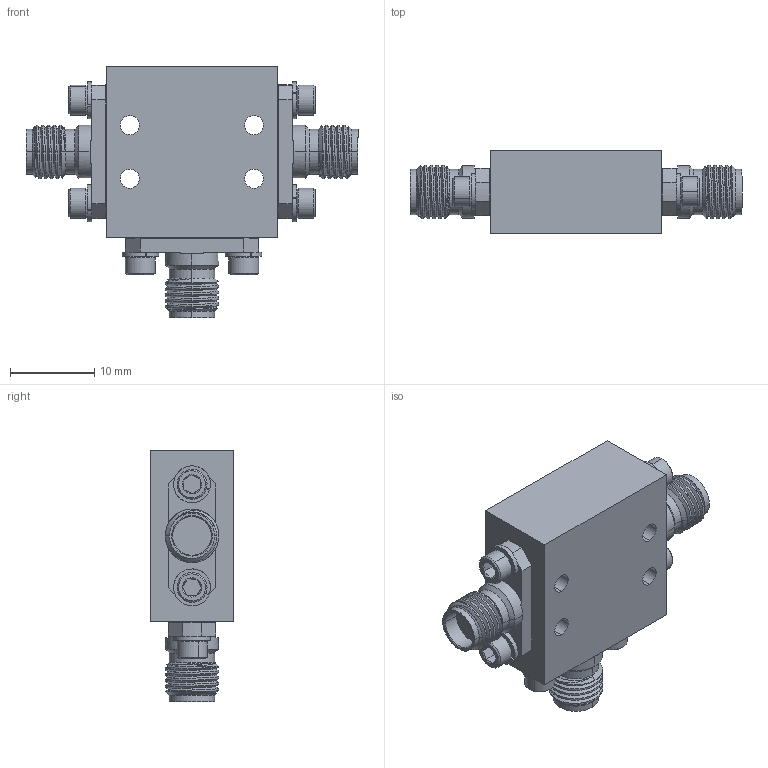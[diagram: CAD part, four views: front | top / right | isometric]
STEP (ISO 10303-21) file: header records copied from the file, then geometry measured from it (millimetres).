
FILE_DESCRIPTION (( 'STEP AP203' ), '1' );
FILE_NAME ('KA-ACM.STEP', '2025-06-17T19:20:27', ( '' ), ( '' ), 'SwSTEP 2.0', 'SolidWorks 2021', '' );
FILE_SCHEMA (( 'CONFIG_CONTROL_DESIGN' ));
Products named in the file (1): KA-ACM
Bounding box: 39.36 x 9.91 x 29.84 mm (x, y, z)
Volume: 5006.4 mm3; surface area: 3787.6 mm2
Topology: 1 solids, 1 shells, 1049 faces, 2820 edges, 1825 vertices
Faces by surface type: plane 459, cylinder 252, bspline 248, cone 90
Entity records: 48243 total; most frequent: CARTESIAN_POINT 24399, ORIENTED_EDGE 5640, DIRECTION 3883, EDGE_CURVE 2820, VERTEX_POINT 1825, VECTOR 1619, LINE 1619, EDGE_LOOP 1133
